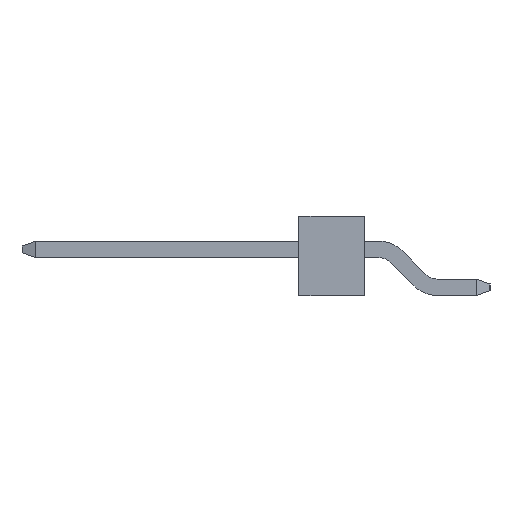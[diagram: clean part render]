
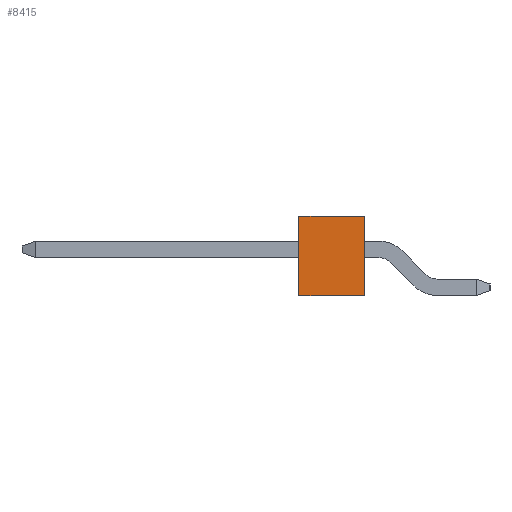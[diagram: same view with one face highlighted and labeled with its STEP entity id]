
A CAD part, left-side view. The second image highlights one B-rep face of the part: STEP entity #8415.
In plain terms, the highlighted face is planar.
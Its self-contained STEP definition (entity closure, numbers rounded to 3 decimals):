
#1658 = VERTEX_POINT('',#1659);
#1659 = CARTESIAN_POINT('',(33.02,-1.524,-1.27));
#1665 = EDGE_CURVE('',#1666,#1658,#1668,.T.);
#1666 = VERTEX_POINT('',#1667);
#1667 = CARTESIAN_POINT('',(33.02,-1.524,1.27));
#1668 = LINE('',#1669,#1670);
#1669 = CARTESIAN_POINT('',(33.02,-1.524,1.27));
#1670 = VECTOR('',#1671,1.);
#1671 = DIRECTION('',(0.,0.,-1.));
#2795 = EDGE_CURVE('',#1666,#2796,#2798,.T.);
#2796 = VERTEX_POINT('',#2797);
#2797 = CARTESIAN_POINT('',(33.02,1.524,1.27));
#2798 = LINE('',#2799,#2800);
#2799 = CARTESIAN_POINT('',(33.02,-1.524,1.27));
#2800 = VECTOR('',#2801,1.);
#2801 = DIRECTION('',(0.,1.,0.));
#6046 = VERTEX_POINT('',#6047);
#6047 = CARTESIAN_POINT('',(33.02,1.524,-1.27));
#6053 = EDGE_CURVE('',#1658,#6046,#6054,.T.);
#6054 = LINE('',#6055,#6056);
#6055 = CARTESIAN_POINT('',(33.02,-1.524,-1.27));
#6056 = VECTOR('',#6057,1.);
#6057 = DIRECTION('',(0.,1.,0.));
#6624 = EDGE_CURVE('',#2796,#6046,#6625,.T.);
#6625 = LINE('',#6626,#6627);
#6626 = CARTESIAN_POINT('',(33.02,1.524,1.27));
#6627 = VECTOR('',#6628,1.);
#6628 = DIRECTION('',(0.,0.,-1.));
#8415 = ADVANCED_FACE('',(#8416),#8422,.F.);
#8416 = FACE_BOUND('',#8417,.T.);
#8417 = EDGE_LOOP('',(#8418,#8419,#8420,#8421));
#8418 = ORIENTED_EDGE('',*,*,#6053,.T.);
#8419 = ORIENTED_EDGE('',*,*,#6624,.F.);
#8420 = ORIENTED_EDGE('',*,*,#2795,.F.);
#8421 = ORIENTED_EDGE('',*,*,#1665,.T.);
#8422 = PLANE('',#8423);
#8423 = AXIS2_PLACEMENT_3D('',#8424,#8425,#8426);
#8424 = CARTESIAN_POINT('',(33.02,-1.524,1.27));
#8425 = DIRECTION('',(-1.,0.,0.));
#8426 = DIRECTION('',(0.,0.,1.));
